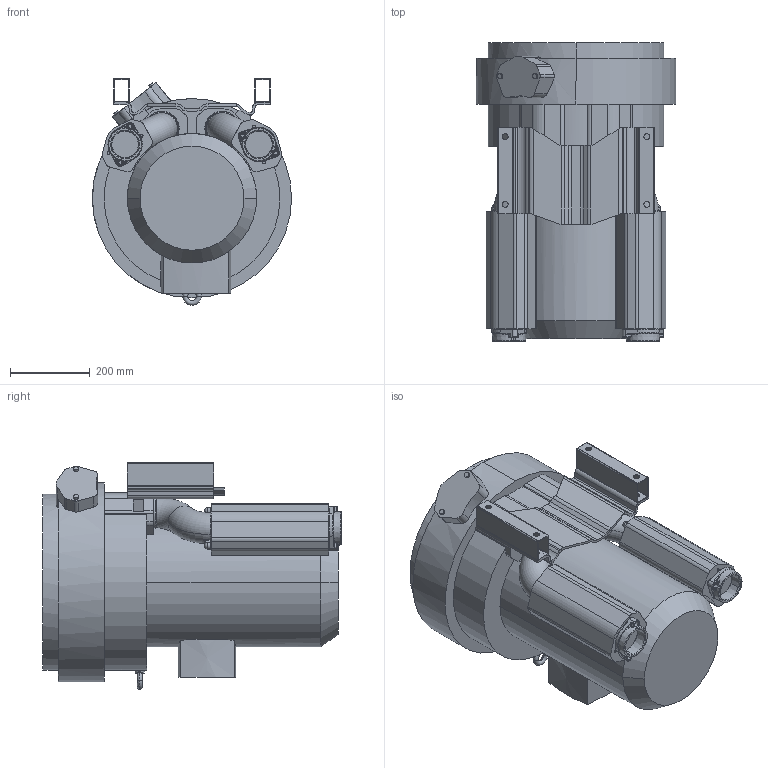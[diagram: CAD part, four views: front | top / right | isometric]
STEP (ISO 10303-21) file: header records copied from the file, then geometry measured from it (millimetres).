
FILE_DESCRIPTION((''),'2;1');
FILE_NAME('2RB840-7GP37','2025-02-06T',('Administrator'),(''),'PRO/ENGINEER BY PARAMETRIC TECHNOLOGY CORPORATION, 2007090','PRO/ENGINEER BY PARAMETRIC TECHNOLOGY CORPORATION, 2007090','');
FILE_SCHEMA(('AUTOMOTIVE_DESIGN_CC2 { 1 2 10303 214 -1 1 5 2 }'));
Length unit declared in the file: millimetre
Products named in the file (1): 2RB840-7GP37
Bounding box: 500 x 748.8 x 569.31 mm (x, y, z)
Volume: 96456492.6 mm3; surface area: 2053953.6 mm2
Topology: 3 solids, 10 shells, 697 faces, 1843 edges, 1166 vertices
Faces by surface type: cylinder 238, plane 186, bspline 138, torus 65, cone 50, sphere 16, extrusion 4
Entity records: 37920 total; most frequent: CARTESIAN_POINT 21435, ORIENTED_EDGE 3660, DIRECTION 3229, EDGE_CURVE 1830, AXIS2_PLACEMENT_3D 1296, VERTEX_POINT 1166, EDGE_LOOP 742, CIRCLE 738
